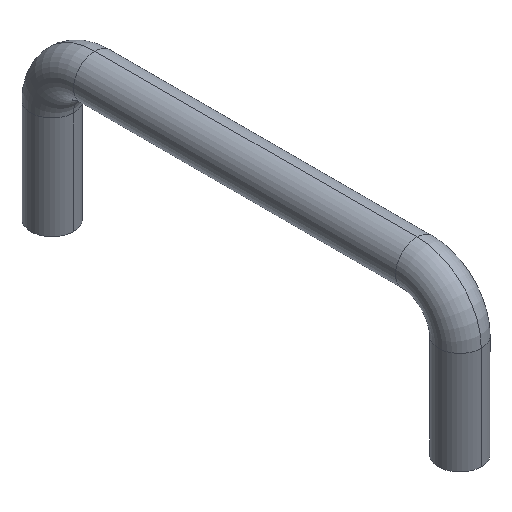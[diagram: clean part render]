
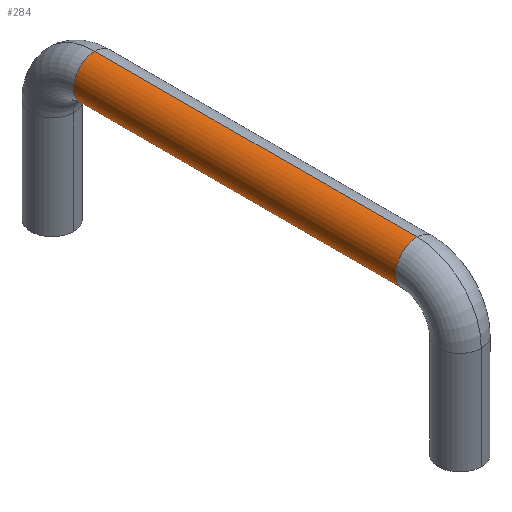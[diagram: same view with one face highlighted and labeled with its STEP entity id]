
A CAD part, isometric view. The second image highlights one B-rep face of the part: STEP entity #284.
In plain terms, the highlighted cylindrical face has radius 0.158 mm (diameter 0.315 mm), a partial arc.
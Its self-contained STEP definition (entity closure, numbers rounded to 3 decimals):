
#130=CARTESIAN_POINT('',(0.,1.194,1.228));
#131=VERTEX_POINT('',#130);
#141=CARTESIAN_POINT('',(0.,1.194,0.913));
#142=VERTEX_POINT('',#141);
#176=CARTESIAN_POINT('',(0.,-1.176,1.228));
#177=VERTEX_POINT('',#176);
#194=CARTESIAN_POINT('',(0.,-1.176,0.913));
#195=VERTEX_POINT('',#194);
#251=CARTESIAN_POINT('',(0.,1.194,1.071));
#252=DIRECTION('',(0.,-1.0,0.));
#253=DIRECTION('',(0.0,0.0,-1.0));
#254=AXIS2_PLACEMENT_3D('',#251,#252,#253);
#255=CYLINDRICAL_SURFACE('',#254,0.157);
#256=CARTESIAN_POINT('',(0.,-1.176,0.913));
#257=DIRECTION('',(0.0,1.0,0.0));
#258=VECTOR('',#257,2.37);
#259=LINE('',#256,#258);
#260=EDGE_CURVE('',#195,#142,#259,.T.);
#261=ORIENTED_EDGE('',*,*,#260,.F.);
#262=CARTESIAN_POINT('',(0.,-1.176,1.071));
#263=DIRECTION('',(0.0,1.0,0.0));
#264=DIRECTION('',(0.0,0.0,-1.0));
#265=AXIS2_PLACEMENT_3D('',#262,#263,#264);
#266=CIRCLE('',#265,0.157);
#267=EDGE_CURVE('',#195,#177,#266,.T.);
#268=ORIENTED_EDGE('',*,*,#267,.T.);
#269=CARTESIAN_POINT('',(0.,-1.176,1.228));
#270=DIRECTION('',(0.0,1.0,0.0));
#271=VECTOR('',#270,2.37);
#272=LINE('',#269,#271);
#273=EDGE_CURVE('',#177,#131,#272,.T.);
#274=ORIENTED_EDGE('',*,*,#273,.T.);
#275=CARTESIAN_POINT('',(0.,1.194,1.071));
#276=DIRECTION('',(0.0,1.0,0.0));
#277=DIRECTION('',(0.0,0.0,-1.0));
#278=AXIS2_PLACEMENT_3D('',#275,#276,#277);
#279=CIRCLE('',#278,0.157);
#280=EDGE_CURVE('',#142,#131,#279,.T.);
#281=ORIENTED_EDGE('',*,*,#280,.F.);
#282=EDGE_LOOP('',(#261,#268,#274,#281));
#283=FACE_OUTER_BOUND('',#282,.T.);
#284=ADVANCED_FACE('',(#283),#255,.T.);
